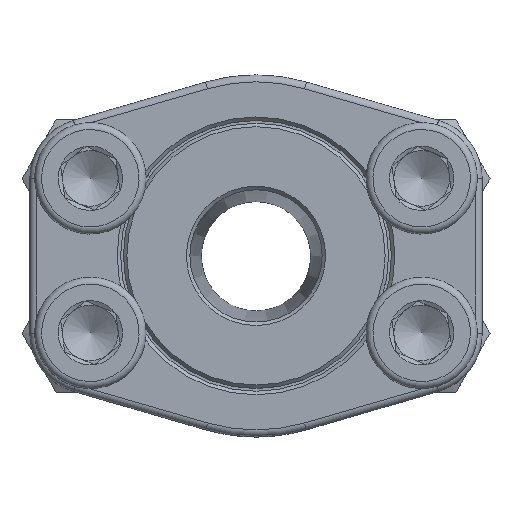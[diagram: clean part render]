
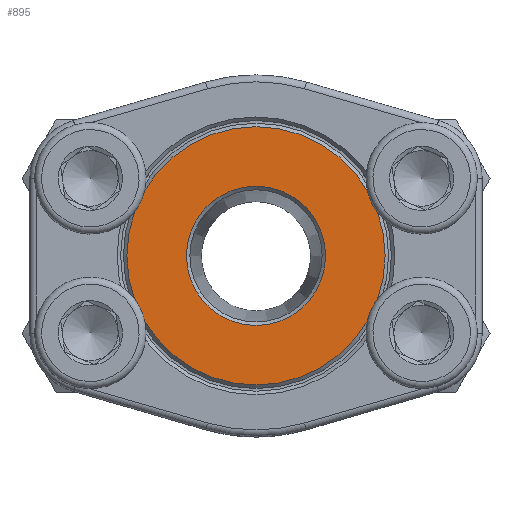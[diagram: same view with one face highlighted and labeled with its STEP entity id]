
A CAD part, top view. The second image highlights one B-rep face of the part: STEP entity #895.
In plain terms, the highlighted face is planar.
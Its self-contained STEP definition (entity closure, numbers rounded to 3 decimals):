
#727=FACE_BOUND('',#1219,.T.);
#728=FACE_BOUND('',#1220,.T.);
#895=ADVANCED_FACE('',(#727,#728),#945,.T.);
#945=PLANE('',#2669);
#1219=EDGE_LOOP('',(#1763));
#1220=EDGE_LOOP('',(#1764));
#1763=ORIENTED_EDGE('',*,*,#2230,.T.);
#1764=ORIENTED_EDGE('',*,*,#2231,.T.);
#1958=VERTEX_POINT('',#4540);
#1959=VERTEX_POINT('',#4542);
#2230=EDGE_CURVE('',#1958,#1958,#2388,.T.);
#2231=EDGE_CURVE('',#1959,#1959,#2389,.T.);
#2388=CIRCLE('',#2667,10.);
#2389=CIRCLE('',#2668,18.55);
#2667=AXIS2_PLACEMENT_3D('',#4539,#3295,#3296);
#2668=AXIS2_PLACEMENT_3D('',#4541,#3297,#3298);
#2669=AXIS2_PLACEMENT_3D('',#4543,#3299,#3300);
#3295=DIRECTION('',(1.,0.,0.));
#3296=DIRECTION('',(0.,0.,1.));
#3297=DIRECTION('',(-1.,0.,0.));
#3298=DIRECTION('',(0.,0.,1.));
#3299=DIRECTION('',(-1.,0.,0.));
#3300=DIRECTION('',(0.,0.,1.));
#4539=CARTESIAN_POINT('',(0.,0.,0.));
#4540=CARTESIAN_POINT('',(0.,0.,10.));
#4541=CARTESIAN_POINT('',(0.,0.,0.));
#4542=CARTESIAN_POINT('',(0.,0.,18.55));
#4543=CARTESIAN_POINT('',(0.,9.5,0.));
